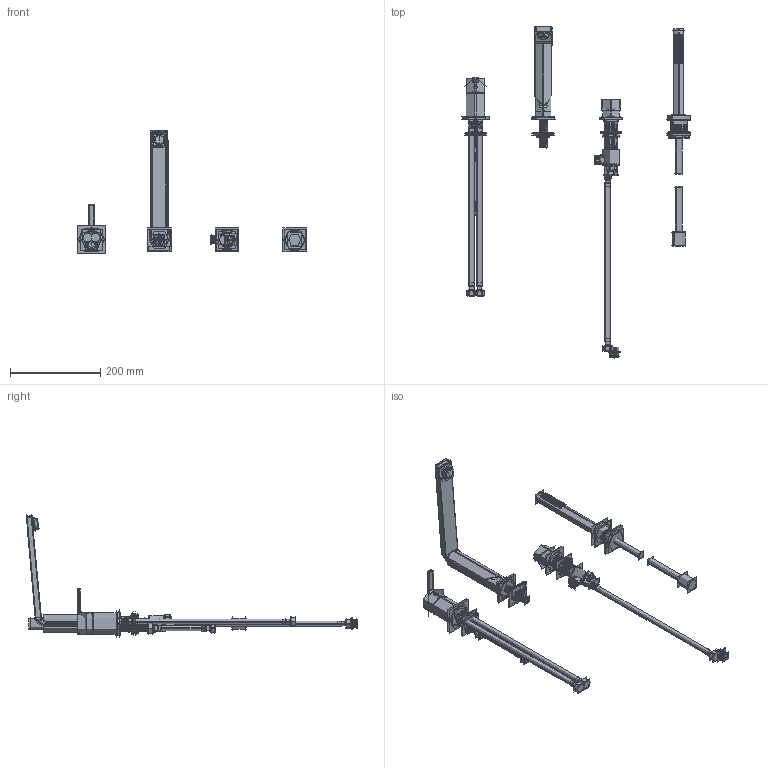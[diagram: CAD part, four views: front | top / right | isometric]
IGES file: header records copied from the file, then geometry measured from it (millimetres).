
Start section:  PTC IGES file: a42529_sw0002_asm.igs
Global section: file name: a42529_sw0002_asm.igs; native system: Creo Parametric by PTC Inc.; preprocessor: 2017020; author: melih.ciftci; organization: Unknown; date: 20171222.125009; units: millimetre
Bounding box: 507.32 x 734.87 x 274.16 mm (x, y, z)
Surface area: 995939.9 mm2 (no closed solid volume)
Topology: 0 solids, 0 shells, 3210 faces, 45565 edges, 60311 vertices
Faces by surface type: revolution 2118, bspline 1076, extrusion 16
